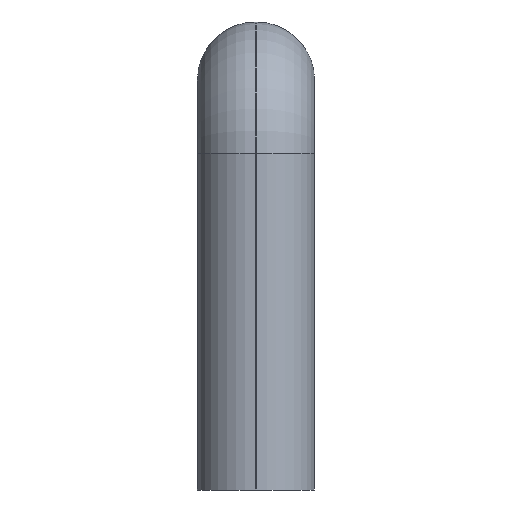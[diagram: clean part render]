
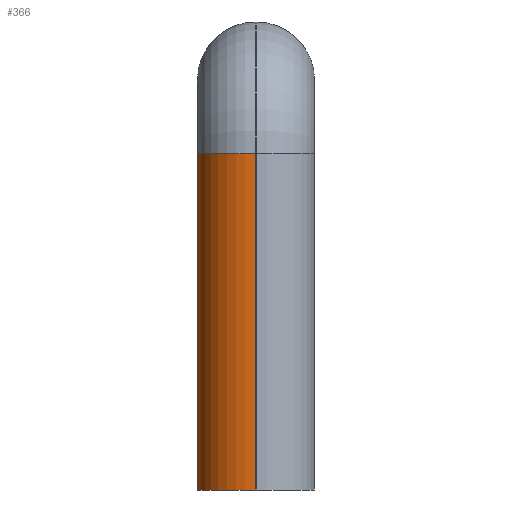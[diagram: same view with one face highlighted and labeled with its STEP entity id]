
A CAD part, left-side view. The second image highlights one B-rep face of the part: STEP entity #366.
In plain terms, the highlighted cylindrical face has radius 3.15 mm (diameter 6.299 mm), a partial arc.
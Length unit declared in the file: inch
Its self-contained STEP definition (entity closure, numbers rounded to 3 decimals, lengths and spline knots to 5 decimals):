
#25=CYLINDRICAL_SURFACE($,#413,0.124);
#32=CIRCLE($,#382,0.124);
#49=CIRCLE($,#414,0.124);
#70=FACE_OUTER_BOUND($,#92,.T.);
#92=EDGE_LOOP($,(#327,#328,#329,#330));
#114=LINE($,#598,#142);
#116=LINE($,#605,#144);
#142=VECTOR($,#467,0.71875);
#144=VECTOR($,#473,0.71875);
#170=VERTEX_POINT($,#585);
#171=VERTEX_POINT($,#587);
#174=VERTEX_POINT($,#596);
#177=VERTEX_POINT($,#604);
#204=EDGE_CURVE($,#170,#171,#32,.F.);
#210=EDGE_CURVE($,#174,#170,#114,.F.);
#213=EDGE_CURVE($,#171,#177,#116,.T.);
#233=EDGE_CURVE($,#177,#174,#49,.T.);
#327=ORIENTED_EDGE($,*,*,#204,.F.);
#328=ORIENTED_EDGE($,*,*,#210,.F.);
#329=ORIENTED_EDGE($,*,*,#233,.F.);
#330=ORIENTED_EDGE($,*,*,#213,.F.);
#366=ADVANCED_FACE($,(#70),#25,.T.);
#382=AXIS2_PLACEMENT_3D($,#588,#456,#457);
#413=AXIS2_PLACEMENT_3D($,#642,#530,#531);
#414=AXIS2_PLACEMENT_3D($,#643,#532,#533);
#456=DIRECTION('center_axis',(0.,0.,1.));
#457=DIRECTION('ref_axis',(1.,0.,0.));
#467=DIRECTION($,(0.,0.,1.));
#473=DIRECTION($,(0.,0.,1.));
#530=DIRECTION('center_axis',(0.,0.,1.));
#531=DIRECTION('ref_axis',(1.,0.,0.));
#532=DIRECTION('center_axis',(0.,0.,1.));
#533=DIRECTION('ref_axis',(1.,0.,0.));
#585=CARTESIAN_POINT('',(0.,0.126,-1.));
#587=CARTESIAN_POINT('',(0.124,0.25,-1.));
#588=CARTESIAN_POINT('Origin',(0.124,0.126,-1.));
#596=CARTESIAN_POINT('',(0.,0.126,-0.28125));
#598=CARTESIAN_POINT($,(0.,0.126,-1.));
#604=CARTESIAN_POINT('',(0.124,0.25,-0.28125));
#605=CARTESIAN_POINT($,(0.124,0.25,-1.));
#642=CARTESIAN_POINT('Origin',(0.124,0.126,0.));
#643=CARTESIAN_POINT('Origin',(0.124,0.126,-0.28125));
